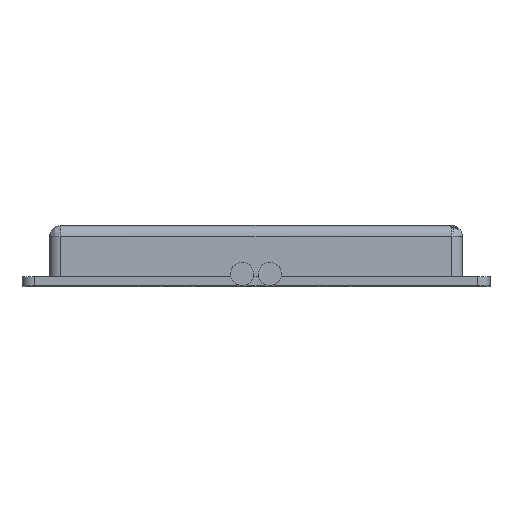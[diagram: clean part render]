
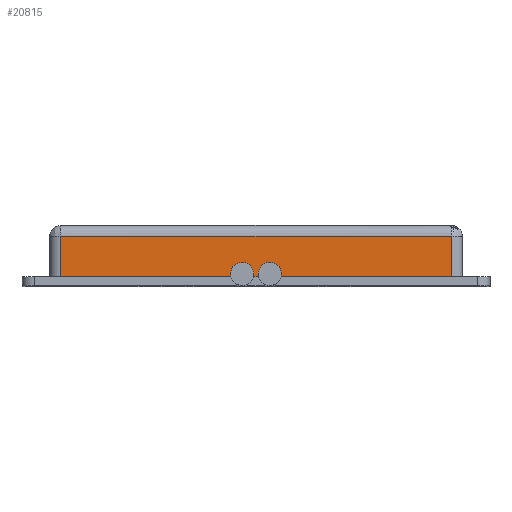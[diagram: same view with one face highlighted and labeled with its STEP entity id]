
A CAD part, top view. The second image highlights one B-rep face of the part: STEP entity #20815.
In plain terms, the highlighted face is planar.
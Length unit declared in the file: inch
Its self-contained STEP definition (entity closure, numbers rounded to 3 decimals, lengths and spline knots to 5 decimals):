
#173 = VECTOR ( 'NONE', #20304, 39.37008 ) ;
#204 = EDGE_CURVE ( 'NONE', #12641, #23366, #4817, .T. ) ;
#638 = DIRECTION ( 'NONE',  ( 1., 0., 0. ) ) ;
#662 = CARTESIAN_POINT ( 'NONE',  ( 18.81771, 16.96078, -0.08 ) ) ;
#724 = VECTOR ( 'NONE', #18010, 39.37008 ) ;
#958 = DIRECTION ( 'NONE',  ( 0., 0., -1. ) ) ;
#1024 = VERTEX_POINT ( 'NONE', #9864 ) ;
#1113 = VERTEX_POINT ( 'NONE', #21839 ) ;
#1194 = LINE ( 'NONE', #16864, #12831 ) ;
#1297 = DIRECTION ( 'NONE',  ( 0., 0., 1. ) ) ;
#1470 = ORIENTED_EDGE ( 'NONE', *, *, #17664, .T. ) ;
#1501 = EDGE_CURVE ( 'NONE', #10886, #1113, #22861, .T. ) ;
#2116 = LINE ( 'NONE', #12430, #6747 ) ;
#2508 = EDGE_CURVE ( 'NONE', #15530, #17265, #2116, .T. ) ;
#3101 = DIRECTION ( 'NONE',  ( 0., 0., -1. ) ) ;
#3129 = ORIENTED_EDGE ( 'NONE', *, *, #15496, .T. ) ;
#3262 = ORIENTED_EDGE ( 'NONE', *, *, #11752, .T. ) ;
#3485 = DIRECTION ( 'NONE',  ( 0., 0., 1. ) ) ;
#3921 = VECTOR ( 'NONE', #4439, 39.37008 ) ;
#4404 = EDGE_CURVE ( 'NONE', #9127, #18051, #10615, .T. ) ;
#4439 = DIRECTION ( 'NONE',  ( 0., 0., -1. ) ) ;
#4675 = DIRECTION ( 'NONE',  ( 0., -1., 0. ) ) ;
#4817 = LINE ( 'NONE', #662, #11546 ) ;
#5013 = CARTESIAN_POINT ( 'NONE',  ( 15.34771, 16.96078, -0.1165 ) ) ;
#5211 = VECTOR ( 'NONE', #8955, 39.37008 ) ;
#5252 = CARTESIAN_POINT ( 'NONE',  ( 18.97771, 16.96078, -0.08 ) ) ;
#5417 = CARTESIAN_POINT ( 'NONE',  ( 22.44771, 16.96078, -0.1165 ) ) ;
#5563 = CIRCLE ( 'NONE', #6036, 0.17 ) ;
#5605 = CARTESIAN_POINT ( 'NONE',  ( 19.31771, 16.96078, -0.04 ) ) ;
#5719 = DIRECTION ( 'NONE',  ( 1., 0., 0. ) ) ;
#5791 = ORIENTED_EDGE ( 'NONE', *, *, #18746, .T. ) ;
#6036 = AXIS2_PLACEMENT_3D ( 'NONE', #8489, #8401, #3101 ) ;
#6156 = DIRECTION ( 'NONE',  ( 0., 0., -1. ) ) ;
#6278 = ORIENTED_EDGE ( 'NONE', *, *, #14125, .F. ) ;
#6659 = ORIENTED_EDGE ( 'NONE', *, *, #21203, .T. ) ;
#6747 = VECTOR ( 'NONE', #1297, 39.37008 ) ;
#8266 = CARTESIAN_POINT ( 'NONE',  ( 19.31771, 16.96078, -0.08 ) ) ;
#8401 = DIRECTION ( 'NONE',  ( 0., 1., 0. ) ) ;
#8489 = CARTESIAN_POINT ( 'NONE',  ( 19.14771, 16.96078, -0.04 ) ) ;
#8955 = DIRECTION ( 'NONE',  ( 1., 0., 0. ) ) ;
#9010 = CARTESIAN_POINT ( 'NONE',  ( 18.81771, 16.96078, -0.04 ) ) ;
#9127 = VERTEX_POINT ( 'NONE', #20392 ) ;
#9295 = VERTEX_POINT ( 'NONE', #22398 ) ;
#9476 = VERTEX_POINT ( 'NONE', #15933 ) ;
#9855 = CARTESIAN_POINT ( 'NONE',  ( 18.97771, 16.96078, -0.08 ) ) ;
#9864 = CARTESIAN_POINT ( 'NONE',  ( 22.44771, 16.96078, 0.65 ) ) ;
#10236 = CARTESIAN_POINT ( 'NONE',  ( 15.34771, 16.96078, -0.08 ) ) ;
#10328 = PLANE ( 'NONE',  #16520 ) ;
#10615 = LINE ( 'NONE', #5013, #724 ) ;
#10699 = EDGE_LOOP ( 'NONE', ( #19852, #3262, #15886, #6278, #22990, #6659, #20942, #5791, #23226, #1470, #3129, #22514 ) ) ;
#10886 = VERTEX_POINT ( 'NONE', #5605 ) ;
#11158 = DIRECTION ( 'NONE',  ( 0., 0., -1. ) ) ;
#11546 = VECTOR ( 'NONE', #6156, 39.37008 ) ;
#11752 = EDGE_CURVE ( 'NONE', #1113, #9476, #16866, .T. ) ;
#11818 = LINE ( 'NONE', #5252, #14403 ) ;
#12030 = LINE ( 'NONE', #18946, #16113 ) ;
#12430 = CARTESIAN_POINT ( 'NONE',  ( 18.47771, 16.96078, -0.08 ) ) ;
#12641 = VERTEX_POINT ( 'NONE', #9010 ) ;
#12831 = VECTOR ( 'NONE', #5719, 39.37008 ) ;
#13061 = CARTESIAN_POINT ( 'NONE',  ( 18.47771, 16.96078, -0.08 ) ) ;
#13782 = CARTESIAN_POINT ( 'NONE',  ( 22.80271, 16.96078, -0.1165 ) ) ;
#13817 = LINE ( 'NONE', #14596, #173 ) ;
#14125 = EDGE_CURVE ( 'NONE', #9127, #1024, #1194, .T. ) ;
#14200 = CARTESIAN_POINT ( 'NONE',  ( 22.80271, 16.96078, -0.08 ) ) ;
#14403 = VECTOR ( 'NONE', #3485, 39.37008 ) ;
#14596 = CARTESIAN_POINT ( 'NONE',  ( 22.80271, 16.96078, -0.08 ) ) ;
#14599 = DIRECTION ( 'NONE',  ( 0., 0., -1. ) ) ;
#14686 = VECTOR ( 'NONE', #14599, 39.37008 ) ;
#15496 = EDGE_CURVE ( 'NONE', #18823, #9295, #11818, .T. ) ;
#15530 = VERTEX_POINT ( 'NONE', #13061 ) ;
#15541 = EDGE_CURVE ( 'NONE', #1024, #9476, #18446, .T. ) ;
#15727 = CIRCLE ( 'NONE', #19710, 0.17 ) ;
#15886 = ORIENTED_EDGE ( 'NONE', *, *, #15541, .F. ) ;
#15933 = CARTESIAN_POINT ( 'NONE',  ( 22.44771, 16.96078, -0.08 ) ) ;
#16113 = VECTOR ( 'NONE', #638, 39.37008 ) ;
#16520 = AXIS2_PLACEMENT_3D ( 'NONE', #13782, #4675, #958 ) ;
#16864 = CARTESIAN_POINT ( 'NONE',  ( 22.80271, 16.96078, 0.65 ) ) ;
#16866 = LINE ( 'NONE', #14200, #5211 ) ;
#17265 = VERTEX_POINT ( 'NONE', #19073 ) ;
#17664 = EDGE_CURVE ( 'NONE', #23366, #18823, #13817, .T. ) ;
#18010 = DIRECTION ( 'NONE',  ( 0., 0., -1. ) ) ;
#18051 = VERTEX_POINT ( 'NONE', #10236 ) ;
#18446 = LINE ( 'NONE', #5417, #14686 ) ;
#18532 = EDGE_CURVE ( 'NONE', #9295, #10886, #5563, .T. ) ;
#18746 = EDGE_CURVE ( 'NONE', #17265, #12641, #15727, .T. ) ;
#18823 = VERTEX_POINT ( 'NONE', #9855 ) ;
#18946 = CARTESIAN_POINT ( 'NONE',  ( 22.80271, 16.96078, -0.08 ) ) ;
#19073 = CARTESIAN_POINT ( 'NONE',  ( 18.47771, 16.96078, -0.04 ) ) ;
#19322 = FACE_OUTER_BOUND ( 'NONE', #10699, .T. ) ;
#19710 = AXIS2_PLACEMENT_3D ( 'NONE', #20424, #22306, #11158 ) ;
#19852 = ORIENTED_EDGE ( 'NONE', *, *, #1501, .T. ) ;
#20304 = DIRECTION ( 'NONE',  ( 1., 0., 0. ) ) ;
#20392 = CARTESIAN_POINT ( 'NONE',  ( 15.34771, 16.96078, 0.65 ) ) ;
#20424 = CARTESIAN_POINT ( 'NONE',  ( 18.64771, 16.96078, -0.04 ) ) ;
#20815 = ADVANCED_FACE ( 'NONE', ( #19322 ), #10328, .T. ) ;
#20942 = ORIENTED_EDGE ( 'NONE', *, *, #2508, .T. ) ;
#21203 = EDGE_CURVE ( 'NONE', #18051, #15530, #12030, .T. ) ;
#21839 = CARTESIAN_POINT ( 'NONE',  ( 19.31771, 16.96078, -0.08 ) ) ;
#22306 = DIRECTION ( 'NONE',  ( 0., 1., 0. ) ) ;
#22398 = CARTESIAN_POINT ( 'NONE',  ( 18.97771, 16.96078, -0.04 ) ) ;
#22514 = ORIENTED_EDGE ( 'NONE', *, *, #18532, .T. ) ;
#22861 = LINE ( 'NONE', #8266, #3921 ) ;
#22990 = ORIENTED_EDGE ( 'NONE', *, *, #4404, .T. ) ;
#23226 = ORIENTED_EDGE ( 'NONE', *, *, #204, .T. ) ;
#23366 = VERTEX_POINT ( 'NONE', #23770 ) ;
#23770 = CARTESIAN_POINT ( 'NONE',  ( 18.81771, 16.96078, -0.08 ) ) ;
